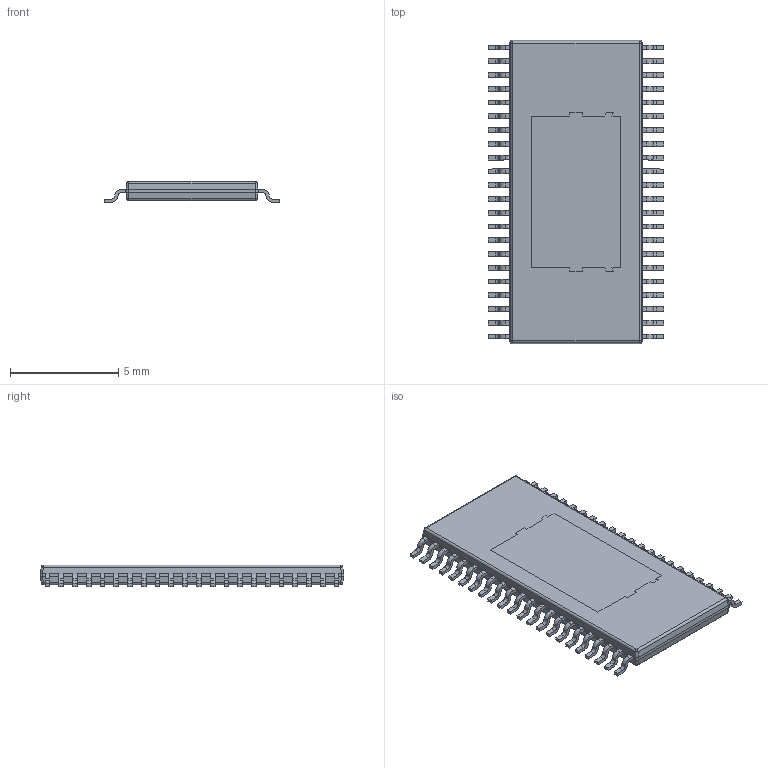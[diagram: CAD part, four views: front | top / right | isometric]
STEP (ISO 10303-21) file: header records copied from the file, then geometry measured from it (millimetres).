
FILE_DESCRIPTION((''),'2;1');
FILE_NAME('DDV0044D_ASM','2017-06-27T',('a0412025'),(''),'CREO PARAMETRIC BY PTC INC, 2016050','CREO PARAMETRIC BY PTC INC, 2016050','');
FILE_SCHEMA(('AUTOMOTIVE_DESIGN { 1 0 10303 214 1 1 1 1 }'));
Length unit declared in the file: millimetre
Products named in the file (5): BODY-SO; LEAD-SO; THERMALPAD-SO; PIN1-ID; DDV0044D_ASM
Assembly tree (47 placements, depth 2):
  DDV0044D_ASM
    BODY-SO
    LEAD-SO  x44
    THERMALPAD-SO
    PIN1-ID
Bounding box: 8.12 x 14 x 1 mm (x, y, z)
Volume: 77.9 mm3; surface area: 310 mm2
Topology: 46 solids, 46 shells, 709 faces, 1808 edges, 1192 vertices
Faces by surface type: plane 505, cylinder 196, sphere 8
Entity records: 4884 total; most frequent: CARTESIAN_POINT 960, DIRECTION 578, ORIENTED_EDGE 520, PRESENTATION_STYLE_ASSIGNMENT 263, STYLED_ITEM 263, CURVE_STYLE 260, EDGE_CURVE 260, VECTOR 196
